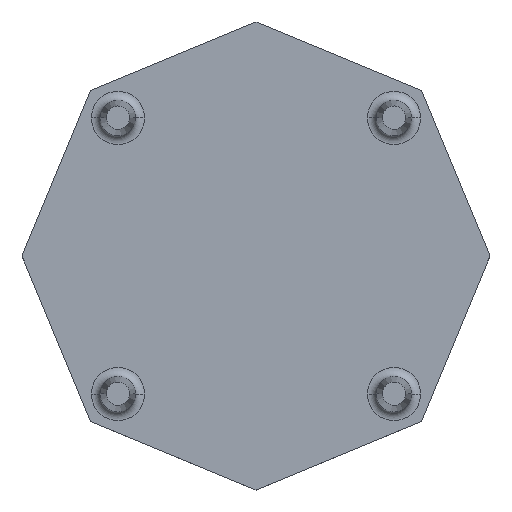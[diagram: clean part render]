
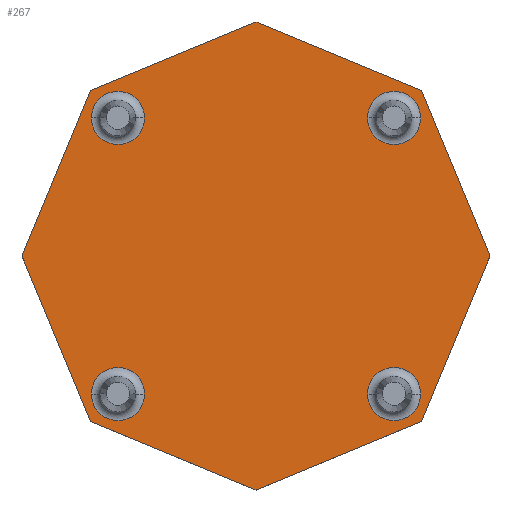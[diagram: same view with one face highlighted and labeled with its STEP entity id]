
A CAD part, top view. The second image highlights one B-rep face of the part: STEP entity #267.
In plain terms, the highlighted planar face has unit normal (0, 0, 1).
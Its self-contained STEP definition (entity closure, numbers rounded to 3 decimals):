
#4 = CARTESIAN_POINT ( 'NONE',  ( -18.478, -18.478, 4. ) ) ;
#12 = DIRECTION ( 'NONE',  ( 0.383, 0.924, 0. ) ) ;
#24 = VECTOR ( 'NONE', #711, 1000. ) ;
#30 = AXIS2_PLACEMENT_3D ( 'NONE', #241, #562, #896 ) ;
#33 = ORIENTED_EDGE ( 'NONE', *, *, #73, .T. ) ;
#46 = FACE_OUTER_BOUND ( 'NONE', #998, .T. ) ;
#64 = CARTESIAN_POINT ( 'NONE',  ( -18.478, -18.478, 4. ) ) ;
#71 = AXIS2_PLACEMENT_3D ( 'NONE', #996, #345, #991 ) ;
#72 = ORIENTED_EDGE ( 'NONE', *, *, #586, .T. ) ;
#73 = EDGE_CURVE ( 'NONE', #251, #861, #377, .T. ) ;
#76 = ORIENTED_EDGE ( 'NONE', *, *, #864, .T. ) ;
#81 = EDGE_CURVE ( 'NONE', #1036, #736, #322, .T. ) ;
#85 = ORIENTED_EDGE ( 'NONE', *, *, #372, .T. ) ;
#99 = EDGE_LOOP ( 'NONE', ( #329, #482 ) ) ;
#114 = CARTESIAN_POINT ( 'NONE',  ( -18.382, 15.416, 4. ) ) ;
#117 = CARTESIAN_POINT ( 'NONE',  ( 26.131, 0., 4. ) ) ;
#120 = VECTOR ( 'NONE', #666, 1000. ) ;
#131 = DIRECTION ( 'NONE',  ( -0.924, 0.383, 0. ) ) ;
#132 = DIRECTION ( 'NONE',  ( 1., 0., 0. ) ) ;
#139 = CARTESIAN_POINT ( 'NONE',  ( -18.478, 18.478, 4. ) ) ;
#143 = DIRECTION ( 'NONE',  ( 0., 0., -1. ) ) ;
#144 = EDGE_CURVE ( 'NONE', #663, #561, #629, .T. ) ;
#147 = DIRECTION ( 'NONE',  ( 1., 0., 0. ) ) ;
#151 = CARTESIAN_POINT ( 'NONE',  ( 15.416, 15.416, 4. ) ) ;
#153 = AXIS2_PLACEMENT_3D ( 'NONE', #782, #539, #147 ) ;
#173 = LINE ( 'NONE', #733, #1008 ) ;
#185 = CARTESIAN_POINT ( 'NONE',  ( 18.382, -15.416, 4. ) ) ;
#189 = CARTESIAN_POINT ( 'NONE',  ( 0., 26.131, 4. ) ) ;
#193 = LINE ( 'NONE', #850, #930 ) ;
#204 = FACE_BOUND ( 'NONE', #690, .T. ) ;
#211 = AXIS2_PLACEMENT_3D ( 'NONE', #151, #634, #956 ) ;
#218 = EDGE_CURVE ( 'NONE', #770, #807, #500, .T. ) ;
#219 = CARTESIAN_POINT ( 'NONE',  ( 18.478, 18.478, 4. ) ) ;
#228 = ORIENTED_EDGE ( 'NONE', *, *, #790, .T. ) ;
#231 = EDGE_LOOP ( 'NONE', ( #742, #407 ) ) ;
#238 = AXIS2_PLACEMENT_3D ( 'NONE', #953, #143, #303 ) ;
#241 = CARTESIAN_POINT ( 'NONE',  ( 15.416, 15.416, 4. ) ) ;
#247 = EDGE_CURVE ( 'NONE', #861, #251, #1007, .T. ) ;
#251 = VERTEX_POINT ( 'NONE', #185 ) ;
#262 = CARTESIAN_POINT ( 'NONE',  ( 18.478, -18.478, 4. ) ) ;
#263 = VERTEX_POINT ( 'NONE', #354 ) ;
#267 = ADVANCED_FACE ( 'NONE', ( #678, #508, #204, #766, #46 ), #685, .T. ) ;
#275 = CARTESIAN_POINT ( 'NONE',  ( 15.416, -15.416, 4. ) ) ;
#289 = LINE ( 'NONE', #943, #526 ) ;
#300 = CARTESIAN_POINT ( 'NONE',  ( 15.416, -15.416, 4. ) ) ;
#303 = DIRECTION ( 'NONE',  ( 1., 0., 0. ) ) ;
#312 = LINE ( 'NONE', #64, #794 ) ;
#322 = CIRCLE ( 'NONE', #598, 2.966 ) ;
#325 = ORIENTED_EDGE ( 'NONE', *, *, #966, .T. ) ;
#326 = DIRECTION ( 'NONE',  ( -0.383, -0.924, 0. ) ) ;
#328 = ORIENTED_EDGE ( 'NONE', *, *, #609, .T. ) ;
#329 = ORIENTED_EDGE ( 'NONE', *, *, #81, .T. ) ;
#345 = DIRECTION ( 'NONE',  ( 0., 0., -1. ) ) ;
#346 = EDGE_CURVE ( 'NONE', #860, #770, #289, .T. ) ;
#348 = ORIENTED_EDGE ( 'NONE', *, *, #469, .T. ) ;
#350 = DIRECTION ( 'NONE',  ( 1., 0., 0. ) ) ;
#354 = CARTESIAN_POINT ( 'NONE',  ( -26.131, 0., 4. ) ) ;
#360 = DIRECTION ( 'NONE',  ( 1., 0., 0. ) ) ;
#362 = ORIENTED_EDGE ( 'NONE', *, *, #346, .T. ) ;
#370 = DIRECTION ( 'NONE',  ( 0., 0., -1. ) ) ;
#372 = EDGE_CURVE ( 'NONE', #515, #860, #533, .T. ) ;
#377 = CIRCLE ( 'NONE', #788, 2.966 ) ;
#389 = CIRCLE ( 'NONE', #153, 2.966 ) ;
#399 = CARTESIAN_POINT ( 'NONE',  ( 12.45, 15.416, 4. ) ) ;
#407 = ORIENTED_EDGE ( 'NONE', *, *, #923, .T. ) ;
#426 = DIRECTION ( 'NONE',  ( 0.383, -0.924, 0. ) ) ;
#442 = VECTOR ( 'NONE', #651, 1000. ) ;
#454 = VERTEX_POINT ( 'NONE', #262 ) ;
#456 = CARTESIAN_POINT ( 'NONE',  ( 12.45, -15.416, 4. ) ) ;
#460 = CARTESIAN_POINT ( 'NONE',  ( 0., -26.131, 4. ) ) ;
#469 = EDGE_CURVE ( 'NONE', #263, #605, #193, .T. ) ;
#482 = ORIENTED_EDGE ( 'NONE', *, *, #1039, .T. ) ;
#499 = CARTESIAN_POINT ( 'NONE',  ( 18.382, 15.416, 4. ) ) ;
#500 = LINE ( 'NONE', #824, #120 ) ;
#508 = FACE_BOUND ( 'NONE', #231, .T. ) ;
#515 = VERTEX_POINT ( 'NONE', #117 ) ;
#518 = DIRECTION ( 'NONE',  ( 0., 0., -1. ) ) ;
#526 = VECTOR ( 'NONE', #131, 1000. ) ;
#528 = CIRCLE ( 'NONE', #211, 2.966 ) ;
#533 = LINE ( 'NONE', #537, #24 ) ;
#537 = CARTESIAN_POINT ( 'NONE',  ( 26.131, 0., 4. ) ) ;
#539 = DIRECTION ( 'NONE',  ( 0., 0., -1. ) ) ;
#544 = AXIS2_PLACEMENT_3D ( 'NONE', #275, #518, #350 ) ;
#561 = VERTEX_POINT ( 'NONE', #915 ) ;
#562 = DIRECTION ( 'NONE',  ( 0., 0., -1. ) ) ;
#569 = LINE ( 'NONE', #644, #442 ) ;
#575 = ORIENTED_EDGE ( 'NONE', *, *, #218, .T. ) ;
#576 = VERTEX_POINT ( 'NONE', #499 ) ;
#583 = EDGE_LOOP ( 'NONE', ( #76, #767 ) ) ;
#586 = EDGE_CURVE ( 'NONE', #807, #263, #173, .T. ) ;
#598 = AXIS2_PLACEMENT_3D ( 'NONE', #937, #370, #132 ) ;
#605 = VERTEX_POINT ( 'NONE', #4 ) ;
#609 = EDGE_CURVE ( 'NONE', #454, #515, #751, .T. ) ;
#613 = DIRECTION ( 'NONE',  ( 0., 0., -1. ) ) ;
#620 = CIRCLE ( 'NONE', #30, 2.966 ) ;
#629 = CIRCLE ( 'NONE', #71, 2.966 ) ;
#634 = DIRECTION ( 'NONE',  ( 0., 0., -1. ) ) ;
#644 = CARTESIAN_POINT ( 'NONE',  ( 0., -26.131, 4. ) ) ;
#651 = DIRECTION ( 'NONE',  ( 0.924, 0.383, 0. ) ) ;
#663 = VERTEX_POINT ( 'NONE', #765 ) ;
#666 = DIRECTION ( 'NONE',  ( -0.924, -0.383, 0. ) ) ;
#678 = FACE_BOUND ( 'NONE', #99, .T. ) ;
#685 = PLANE ( 'NONE',  #686 ) ;
#686 = AXIS2_PLACEMENT_3D ( 'NONE', #762, #932, #360 ) ;
#690 = EDGE_LOOP ( 'NONE', ( #33, #951 ) ) ;
#711 = DIRECTION ( 'NONE',  ( -0.383, 0.924, 0. ) ) ;
#715 = CARTESIAN_POINT ( 'NONE',  ( -12.45, 15.416, 4. ) ) ;
#733 = CARTESIAN_POINT ( 'NONE',  ( -18.478, 18.478, 4. ) ) ;
#736 = VERTEX_POINT ( 'NONE', #114 ) ;
#742 = ORIENTED_EDGE ( 'NONE', *, *, #1013, .T. ) ;
#751 = LINE ( 'NONE', #818, #820 ) ;
#762 = CARTESIAN_POINT ( 'NONE',  ( 0., 0., 4. ) ) ;
#765 = CARTESIAN_POINT ( 'NONE',  ( -18.382, -15.416, 4. ) ) ;
#766 = FACE_BOUND ( 'NONE', #583, .T. ) ;
#767 = ORIENTED_EDGE ( 'NONE', *, *, #144, .T. ) ;
#770 = VERTEX_POINT ( 'NONE', #189 ) ;
#782 = CARTESIAN_POINT ( 'NONE',  ( -15.416, -15.416, 4. ) ) ;
#788 = AXIS2_PLACEMENT_3D ( 'NONE', #300, #613, #1029 ) ;
#789 = DIRECTION ( 'NONE',  ( 0.924, -0.383, 0. ) ) ;
#790 = EDGE_CURVE ( 'NONE', #605, #830, #312, .T. ) ;
#794 = VECTOR ( 'NONE', #789, 1000. ) ;
#807 = VERTEX_POINT ( 'NONE', #139 ) ;
#818 = CARTESIAN_POINT ( 'NONE',  ( 18.478, -18.478, 4. ) ) ;
#820 = VECTOR ( 'NONE', #12, 1000. ) ;
#824 = CARTESIAN_POINT ( 'NONE',  ( 0., 26.131, 4. ) ) ;
#830 = VERTEX_POINT ( 'NONE', #460 ) ;
#850 = CARTESIAN_POINT ( 'NONE',  ( -26.131, 0., 4. ) ) ;
#860 = VERTEX_POINT ( 'NONE', #219 ) ;
#861 = VERTEX_POINT ( 'NONE', #456 ) ;
#864 = EDGE_CURVE ( 'NONE', #561, #663, #389, .T. ) ;
#896 = DIRECTION ( 'NONE',  ( 1., 0., 0. ) ) ;
#915 = CARTESIAN_POINT ( 'NONE',  ( -12.45, -15.416, 4. ) ) ;
#923 = EDGE_CURVE ( 'NONE', #987, #576, #528, .T. ) ;
#930 = VECTOR ( 'NONE', #426, 1000. ) ;
#932 = DIRECTION ( 'NONE',  ( 0., 0., 1. ) ) ;
#937 = CARTESIAN_POINT ( 'NONE',  ( -15.416, 15.416, 4. ) ) ;
#943 = CARTESIAN_POINT ( 'NONE',  ( 18.478, 18.478, 4. ) ) ;
#951 = ORIENTED_EDGE ( 'NONE', *, *, #247, .T. ) ;
#953 = CARTESIAN_POINT ( 'NONE',  ( -15.416, 15.416, 4. ) ) ;
#956 = DIRECTION ( 'NONE',  ( 1., 0., 0. ) ) ;
#966 = EDGE_CURVE ( 'NONE', #830, #454, #569, .T. ) ;
#987 = VERTEX_POINT ( 'NONE', #399 ) ;
#991 = DIRECTION ( 'NONE',  ( 1., 0., 0. ) ) ;
#996 = CARTESIAN_POINT ( 'NONE',  ( -15.416, -15.416, 4. ) ) ;
#998 = EDGE_LOOP ( 'NONE', ( #328, #85, #362, #575, #72, #348, #228, #325 ) ) ;
#1007 = CIRCLE ( 'NONE', #544, 2.966 ) ;
#1008 = VECTOR ( 'NONE', #326, 1000. ) ;
#1013 = EDGE_CURVE ( 'NONE', #576, #987, #620, .T. ) ;
#1026 = CIRCLE ( 'NONE', #238, 2.966 ) ;
#1029 = DIRECTION ( 'NONE',  ( 1., 0., 0. ) ) ;
#1036 = VERTEX_POINT ( 'NONE', #715 ) ;
#1039 = EDGE_CURVE ( 'NONE', #736, #1036, #1026, .T. ) ;
